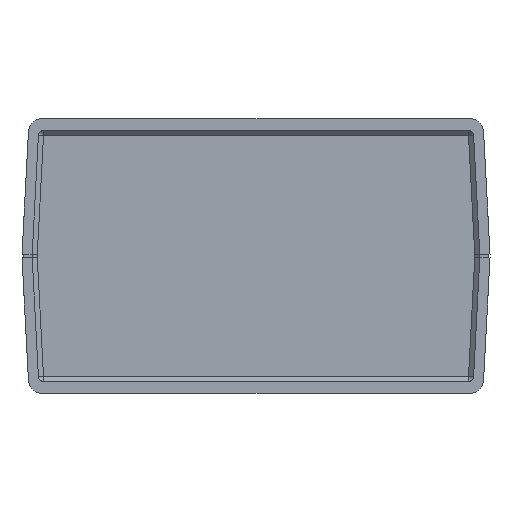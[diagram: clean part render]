
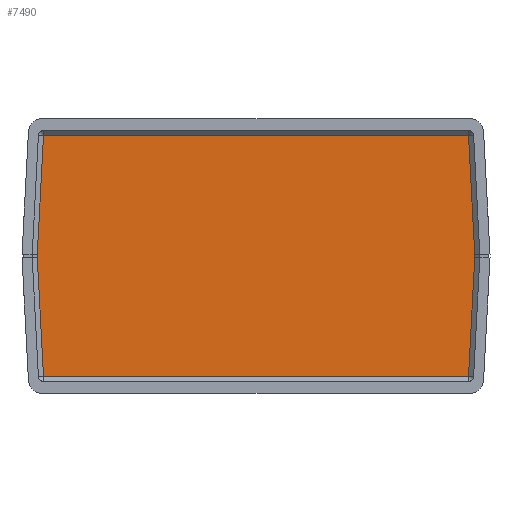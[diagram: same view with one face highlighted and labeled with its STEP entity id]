
A CAD part, front view. The second image highlights one B-rep face of the part: STEP entity #7490.
In plain terms, the highlighted planar face has unit normal (0, -1, 0).
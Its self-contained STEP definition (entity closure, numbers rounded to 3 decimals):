
#2561 = ORIENTED_EDGE ( 'NONE', *, *, #20723, .T. ) ;
#2565 = ORIENTED_EDGE ( 'NONE', *, *, #20713, .F. ) ;
#2567 = ORIENTED_EDGE ( 'NONE', *, *, #20726, .T. ) ;
#2569 = ORIENTED_EDGE ( 'NONE', *, *, #20721, .F. ) ;
#2571 = ORIENTED_EDGE ( 'NONE', *, *, #20705, .F. ) ;
#2573 = ORIENTED_EDGE ( 'NONE', *, *, #20724, .T. ) ;
#2575 = ORIENTED_EDGE ( 'NONE', *, *, #20709, .F. ) ;
#2577 = ORIENTED_EDGE ( 'NONE', *, *, #20725, .T. ) ;
#3015 = PLANE ( 'NONE',  #41404 ) ;
#3016 = CARTESIAN_POINT ( 'NONE',  ( -92942.377, -46793.282, 26.942 ) ) ;
#3017 = DIRECTION ( 'NONE',  ( 0., -1., 0. ) ) ;
#3018 = DIRECTION ( 'NONE',  ( 0., 0., -1. ) ) ;
#7490 = ADVANCED_FACE ( 'NONE', ( #41401 ), #3015, .T. ) ;
#9089 = EDGE_LOOP ( 'NONE', ( #2565, #2567, #2569, #2561, #2571, #2573, #2575, #2577 ) ) ;
#12020 = VERTEX_POINT ( 'NONE', #14885 ) ;
#12021 = VERTEX_POINT ( 'NONE', #14886 ) ;
#12024 = VERTEX_POINT ( 'NONE', #14889 ) ;
#12025 = VERTEX_POINT ( 'NONE', #14890 ) ;
#12028 = VERTEX_POINT ( 'NONE', #14893 ) ;
#12029 = VERTEX_POINT ( 'NONE', #14894 ) ;
#14885 = CARTESIAN_POINT ( 'NONE',  ( -93008.127, -46793.282, 62.942 ) ) ;
#14886 = CARTESIAN_POINT ( 'NONE',  ( -93007.127, -46793.282, 63.942 ) ) ;
#14889 = CARTESIAN_POINT ( 'NONE',  ( -93007.127, -46793.282, -10.058 ) ) ;
#14890 = CARTESIAN_POINT ( 'NONE',  ( -93008.127, -46793.282, -9.058 ) ) ;
#14893 = CARTESIAN_POINT ( 'NONE',  ( -92876.627, -46793.282, -9.058 ) ) ;
#14894 = CARTESIAN_POINT ( 'NONE',  ( -92877.627, -46793.282, -10.058 ) ) ;
#20705 = EDGE_CURVE ( 'NONE', #21655, #21656, #37440, .T. ) ;
#20709 = EDGE_CURVE ( 'NONE', #12020, #12021, #37442, .T. ) ;
#20713 = EDGE_CURVE ( 'NONE', #12024, #12025, #37444, .T. ) ;
#20721 = EDGE_CURVE ( 'NONE', #12028, #12029, #37446, .T. ) ;
#20723 = EDGE_CURVE ( 'NONE', #12028, #21656, #32902, .T. ) ;
#20724 = EDGE_CURVE ( 'NONE', #21655, #12021, #32905, .T. ) ;
#20725 = EDGE_CURVE ( 'NONE', #12020, #12025, #32908, .T. ) ;
#20726 = EDGE_CURVE ( 'NONE', #12024, #12029, #32911, .T. ) ;
#21655 = VERTEX_POINT ( 'NONE', #34591 ) ;
#21656 = VERTEX_POINT ( 'NONE', #34592 ) ;
#31433 = AXIS2_PLACEMENT_3D ( 'NONE', #32847, #32848, #32849 ) ;
#31438 = AXIS2_PLACEMENT_3D ( 'NONE', #32859, #32860, #32861 ) ;
#31442 = AXIS2_PLACEMENT_3D ( 'NONE', #32871, #32872, #32873 ) ;
#31445 = AXIS2_PLACEMENT_3D ( 'NONE', #32883, #32896, #32897 ) ;
#31452 = VECTOR ( 'NONE', #32904, 1000. ) ;
#31453 = VECTOR ( 'NONE', #32907, 1000. ) ;
#31454 = VECTOR ( 'NONE', #32910, 1000. ) ;
#31455 = VECTOR ( 'NONE', #32913, 1000. ) ;
#32847 = CARTESIAN_POINT ( 'NONE',  ( -92877.627, -46793.282, 62.942 ) ) ;
#32848 = DIRECTION ( 'NONE',  ( 0., 1., 0. ) ) ;
#32849 = DIRECTION ( 'NONE',  ( 0., 0., -1. ) ) ;
#32859 = CARTESIAN_POINT ( 'NONE',  ( -93007.127, -46793.282, 62.942 ) ) ;
#32860 = DIRECTION ( 'NONE',  ( 0., 1., 0. ) ) ;
#32861 = DIRECTION ( 'NONE',  ( 0., 0., -1. ) ) ;
#32871 = CARTESIAN_POINT ( 'NONE',  ( -93007.127, -46793.282, -9.058 ) ) ;
#32872 = DIRECTION ( 'NONE',  ( 0., 1., 0. ) ) ;
#32873 = DIRECTION ( 'NONE',  ( 0., 0., -1. ) ) ;
#32883 = CARTESIAN_POINT ( 'NONE',  ( -92877.627, -46793.282, -9.058 ) ) ;
#32896 = DIRECTION ( 'NONE',  ( 0., 1., 0. ) ) ;
#32897 = DIRECTION ( 'NONE',  ( 0., 0., -1. ) ) ;
#32902 = LINE ( 'NONE', #32903, #31452 ) ;
#32903 = CARTESIAN_POINT ( 'NONE',  ( -92876.627, -46793.282, 26.942 ) ) ;
#32904 = DIRECTION ( 'NONE',  ( 0., 0., 1. ) ) ;
#32905 = LINE ( 'NONE', #32906, #31453 ) ;
#32906 = CARTESIAN_POINT ( 'NONE',  ( -92942.377, -46793.282, 63.942 ) ) ;
#32907 = DIRECTION ( 'NONE',  ( -1., 0., 0. ) ) ;
#32908 = LINE ( 'NONE', #32909, #31454 ) ;
#32909 = CARTESIAN_POINT ( 'NONE',  ( -93008.127, -46793.282, 26.942 ) ) ;
#32910 = DIRECTION ( 'NONE',  ( 0., 0., -1. ) ) ;
#32911 = LINE ( 'NONE', #32912, #31455 ) ;
#32912 = CARTESIAN_POINT ( 'NONE',  ( -92942.377, -46793.282, -10.058 ) ) ;
#32913 = DIRECTION ( 'NONE',  ( 1., 0., 0. ) ) ;
#34591 = CARTESIAN_POINT ( 'NONE',  ( -92877.627, -46793.282, 63.942 ) ) ;
#34592 = CARTESIAN_POINT ( 'NONE',  ( -92876.627, -46793.282, 62.942 ) ) ;
#37440 = CIRCLE ( 'NONE', #31433, 1. ) ;
#37442 = CIRCLE ( 'NONE', #31438, 1. ) ;
#37444 = CIRCLE ( 'NONE', #31442, 1. ) ;
#37446 = CIRCLE ( 'NONE', #31445, 1. ) ;
#41401 = FACE_OUTER_BOUND ( 'NONE', #9089, .T. ) ;
#41404 = AXIS2_PLACEMENT_3D ( 'NONE', #3016, #3017, #3018 ) ;
